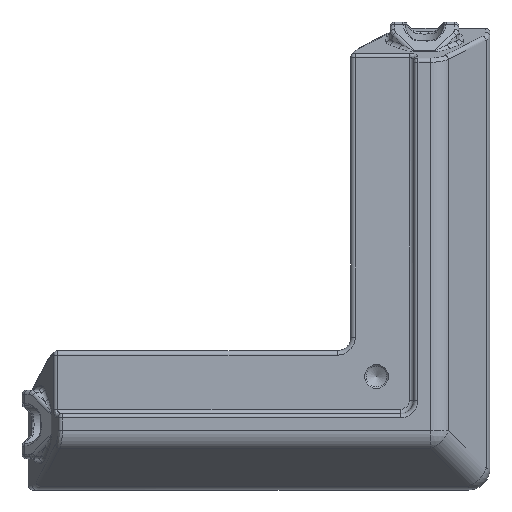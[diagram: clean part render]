
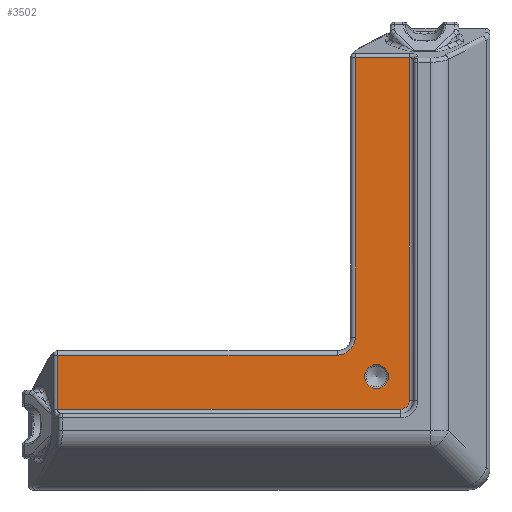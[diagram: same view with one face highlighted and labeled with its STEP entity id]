
A CAD part, top view. The second image highlights one B-rep face of the part: STEP entity #3502.
In plain terms, the highlighted planar face has unit normal (0, 0, 1).
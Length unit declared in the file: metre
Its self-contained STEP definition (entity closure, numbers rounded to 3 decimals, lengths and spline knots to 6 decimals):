
#392=LINE('',#5617,#604);
#393=LINE('',#5623,#605);
#394=LINE('',#5628,#606);
#395=LINE('',#5630,#607);
#396=LINE('',#5633,#608);
#397=LINE('',#5635,#609);
#604=VECTOR('',#4391,1.);
#605=VECTOR('',#4398,1.);
#606=VECTOR('',#4401,1.);
#607=VECTOR('',#4402,1.);
#608=VECTOR('',#4405,1.);
#609=VECTOR('',#4406,1.);
#859=ORIENTED_EDGE('',*,*,#1913,.T.);
#860=ORIENTED_EDGE('',*,*,#1914,.T.);
#861=ORIENTED_EDGE('',*,*,#1915,.F.);
#862=ORIENTED_EDGE('',*,*,#1916,.T.);
#863=ORIENTED_EDGE('',*,*,#1910,.T.);
#864=ORIENTED_EDGE('',*,*,#1917,.T.);
#865=ORIENTED_EDGE('',*,*,#1918,.F.);
#866=ORIENTED_EDGE('',*,*,#1919,.F.);
#867=ORIENTED_EDGE('',*,*,#1920,.T.);
#1910=EDGE_CURVE('',#2436,#2437,#392,.T.);
#1913=EDGE_CURVE('',#2438,#2439,#393,.T.);
#1914=EDGE_CURVE('',#2439,#2440,#2665,.F.);
#1915=EDGE_CURVE('',#2441,#2440,#394,.T.);
#1916=EDGE_CURVE('',#2441,#2436,#395,.F.);
#1917=EDGE_CURVE('',#2437,#2442,#2666,.T.);
#1918=EDGE_CURVE('',#2443,#2442,#396,.T.);
#1919=EDGE_CURVE('',#2438,#2443,#397,.F.);
#1920=EDGE_CURVE('',#2444,#2444,#2667,.T.);
#2436=VERTEX_POINT('',#5618);
#2437=VERTEX_POINT('',#5619);
#2438=VERTEX_POINT('',#5624);
#2439=VERTEX_POINT('',#5625);
#2440=VERTEX_POINT('',#5627);
#2441=VERTEX_POINT('',#5629);
#2442=VERTEX_POINT('',#5632);
#2443=VERTEX_POINT('',#5634);
#2444=VERTEX_POINT('',#5637);
#2665=CIRCLE('',#3813,0.002);
#2666=CIRCLE('',#3814,0.004115);
#2667=CIRCLE('',#3815,0.00275);
#2862=EDGE_LOOP('',(#859,#860,#861,#862,#863,#864,#865,#866));
#2863=EDGE_LOOP('',(#867));
#3151=FACE_BOUND('',#2862,.T.);
#3152=FACE_BOUND('',#2863,.T.);
#3432=PLANE('',#3812);
#3502=ADVANCED_FACE('',(#3151,#3152),#3432,.F.);
#3812=AXIS2_PLACEMENT_3D('',#5622,#4396,#4397);
#3813=AXIS2_PLACEMENT_3D('',#5626,#4399,#4400);
#3814=AXIS2_PLACEMENT_3D('',#5631,#4403,#4404);
#3815=AXIS2_PLACEMENT_3D('',#5636,#4407,#4408);
#4391=DIRECTION('',(0.,-1.,0.));
#4396=DIRECTION('',(0.,0.,-1.));
#4397=DIRECTION('',(1.,0.,0.));
#4398=DIRECTION('',(1.,0.,0.));
#4399=DIRECTION('',(0.,0.,-1.));
#4400=DIRECTION('',(0.,1.,0.));
#4401=DIRECTION('',(0.,-1.,0.));
#4402=DIRECTION('',(1.,0.,0.));
#4403=DIRECTION('',(0.,0.,-1.));
#4404=DIRECTION('',(0.,1.,0.));
#4405=DIRECTION('',(1.,0.,0.));
#4406=DIRECTION('',(0.,-1.,0.));
#4407=DIRECTION('',(0.,0.,-1.));
#4408=DIRECTION('',(0.,1.,0.));
#5617=CARTESIAN_POINT('',(0.135115,-0.024794,0.017));
#5618=CARTESIAN_POINT('',(0.135115,-0.066888,0.017));
#5619=CARTESIAN_POINT('',(0.135115,-0.131,0.017));
#5622=CARTESIAN_POINT('',(0.135115,-0.024794,0.017));
#5623=CARTESIAN_POINT('',(0.024794,-0.1475,0.017));
#5624=CARTESIAN_POINT('',(0.066888,-0.1475,0.017));
#5625=CARTESIAN_POINT('',(0.1455,-0.1475,0.017));
#5626=CARTESIAN_POINT('',(0.1455,-0.1455,0.017));
#5627=CARTESIAN_POINT('',(0.1475,-0.1455,0.017));
#5628=CARTESIAN_POINT('',(0.1475,-0.024794,0.017));
#5629=CARTESIAN_POINT('',(0.1475,-0.066888,0.017));
#5630=CARTESIAN_POINT('',(0.135115,-0.066888,0.017));
#5631=CARTESIAN_POINT('',(0.131,-0.131,0.017));
#5632=CARTESIAN_POINT('',(0.131,-0.135115,0.017));
#5633=CARTESIAN_POINT('',(0.024794,-0.135115,0.017));
#5634=CARTESIAN_POINT('',(0.066888,-0.135115,0.017));
#5635=CARTESIAN_POINT('',(0.066888,-0.135115,0.017));
#5636=CARTESIAN_POINT('',(0.140009,-0.140009,0.017));
#5637=CARTESIAN_POINT('',(0.140009,-0.137259,0.017));
